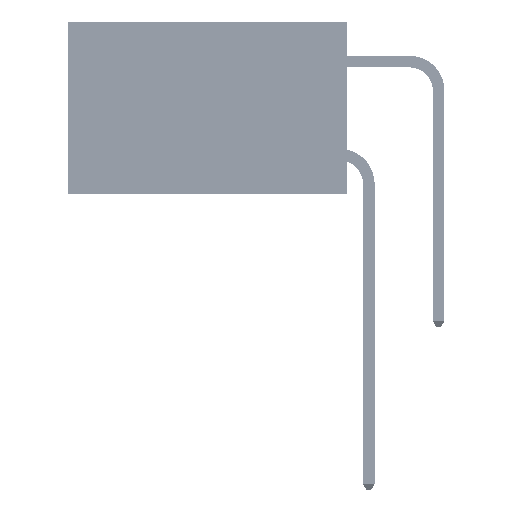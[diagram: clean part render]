
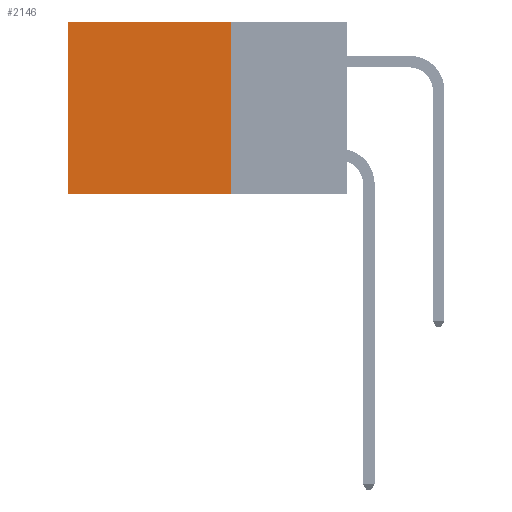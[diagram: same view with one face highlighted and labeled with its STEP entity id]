
A CAD part, left-side view. The second image highlights one B-rep face of the part: STEP entity #2146.
In plain terms, the highlighted planar face has unit normal (-1, 0, 0).
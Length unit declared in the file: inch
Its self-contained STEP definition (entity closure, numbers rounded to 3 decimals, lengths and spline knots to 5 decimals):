
#2146 = ADVANCED_FACE ( 'NONE', ( #14328 ), #25574, .F. ) ;
#2493 = EDGE_CURVE ( 'NONE', #30963, #5536, #11828, .T. ) ;
#3470 = DIRECTION ( 'NONE',  ( 0., 1., 0. ) ) ;
#3501 = DIRECTION ( 'NONE',  ( 1., 0., 0. ) ) ;
#3740 = DIRECTION ( 'NONE',  ( 0., 0., -1. ) ) ;
#3825 = VECTOR ( 'NONE', #17031, 39.37008 ) ;
#5536 = VERTEX_POINT ( 'NONE', #17934 ) ;
#6669 = LINE ( 'NONE', #20830, #35783 ) ;
#7391 = ORIENTED_EDGE ( 'NONE', *, *, #32179, .F. ) ;
#9201 = EDGE_CURVE ( 'NONE', #23853, #5536, #28296, .T. ) ;
#11828 = LINE ( 'NONE', #47323, #23623 ) ;
#12529 = ORIENTED_EDGE ( 'NONE', *, *, #15465, .T. ) ;
#14328 = FACE_OUTER_BOUND ( 'NONE', #17492, .T. ) ;
#15465 = EDGE_CURVE ( 'NONE', #36467, #23853, #17650, .T. ) ;
#17031 = DIRECTION ( 'NONE',  ( 0., 0., -1. ) ) ;
#17492 = EDGE_LOOP ( 'NONE', ( #25141, #30303, #7391, #12529 ) ) ;
#17650 = LINE ( 'NONE', #36345, #17948 ) ;
#17934 = CARTESIAN_POINT ( 'NONE',  ( 0.2875, 0.6, -0.37 ) ) ;
#17948 = VECTOR ( 'NONE', #3470, 39.37008 ) ;
#20147 = CARTESIAN_POINT ( 'NONE',  ( 0.2875, 0.6, 0. ) ) ;
#20830 = CARTESIAN_POINT ( 'NONE',  ( 0.2875, 0.25, 0. ) ) ;
#21522 = CARTESIAN_POINT ( 'NONE',  ( 0.2875, 0.25, -0.37 ) ) ;
#23623 = VECTOR ( 'NONE', #25962, 39.37008 ) ;
#23853 = VERTEX_POINT ( 'NONE', #47119 ) ;
#25141 = ORIENTED_EDGE ( 'NONE', *, *, #9201, .T. ) ;
#25574 = PLANE ( 'NONE',  #37688 ) ;
#25962 = DIRECTION ( 'NONE',  ( 0., 1., 0. ) ) ;
#28296 = LINE ( 'NONE', #20147, #3825 ) ;
#30303 = ORIENTED_EDGE ( 'NONE', *, *, #2493, .F. ) ;
#30963 = VERTEX_POINT ( 'NONE', #21522 ) ;
#32179 = EDGE_CURVE ( 'NONE', #36467, #30963, #6669, .T. ) ;
#35783 = VECTOR ( 'NONE', #46742, 39.37008 ) ;
#36345 = CARTESIAN_POINT ( 'NONE',  ( 0.2875, 0.25, 0. ) ) ;
#36381 = CARTESIAN_POINT ( 'NONE',  ( 0.2875, 0.25, 0. ) ) ;
#36467 = VERTEX_POINT ( 'NONE', #44331 ) ;
#37688 = AXIS2_PLACEMENT_3D ( 'NONE', #36381, #3501, #3740 ) ;
#44331 = CARTESIAN_POINT ( 'NONE',  ( 0.2875, 0.25, 0. ) ) ;
#46742 = DIRECTION ( 'NONE',  ( 0., 0., -1. ) ) ;
#47119 = CARTESIAN_POINT ( 'NONE',  ( 0.2875, 0.6, 0. ) ) ;
#47323 = CARTESIAN_POINT ( 'NONE',  ( 0.2875, 0.25, -0.37 ) ) ;
